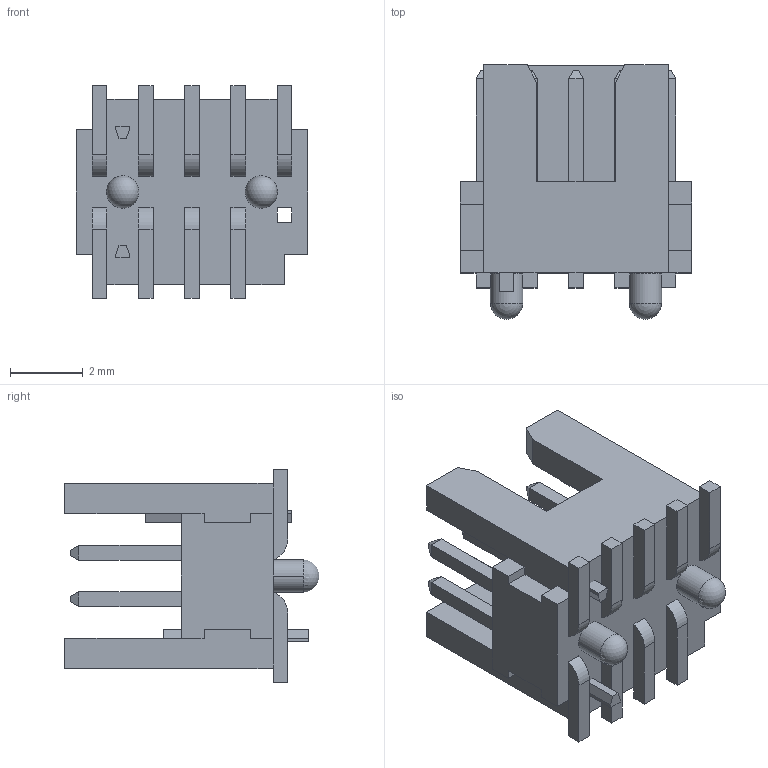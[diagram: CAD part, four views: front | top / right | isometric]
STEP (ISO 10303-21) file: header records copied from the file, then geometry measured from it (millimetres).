
FILE_DESCRIPTION(('STEP AP214'),'1');
FILE_NAME('ftsh-105-01-l-dv-010-k-a.stp','2020-02-21T06:39:53',('TraceParts'),('TraceParts S.A.'),'Spatial InterOp 3D',' ',' ');
FILE_SCHEMA(('AUTOMOTIVE_DESIGN { 1 0 10303 214 1 1 1 1 }'));
Length unit declared in the file: millimetre
Products named in the file (1): ftsh-105-01-l-dv-010-k-a_1
Bounding box: 6.35 x 6.98 x 5.84 mm (x, y, z)
Volume: 105.7 mm3; surface area: 271.5 mm2
Topology: 3 solids, 3 shells, 201 faces, 502 edges, 314 vertices
Faces by surface type: plane 186, cylinder 13, sphere 2
Entity records: 7298 total; most frequent: CARTESIAN_POINT 1016, ORIENTED_EDGE 996, DIRECTION 936, EDGE_CURVE 498, LINE 468, VECTOR 468, VERTEX_POINT 314, AXIS2_PLACEMENT_3D 234
